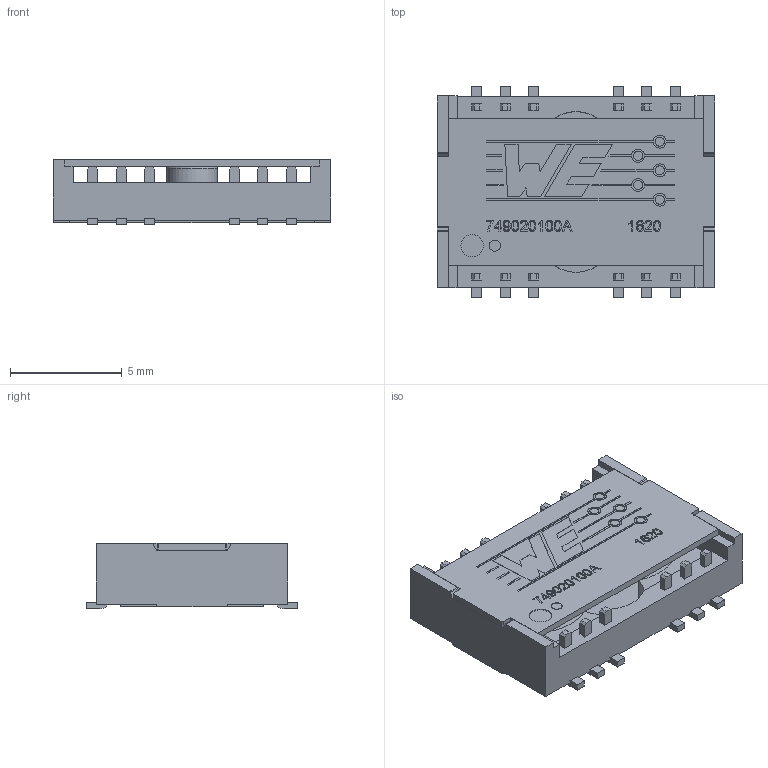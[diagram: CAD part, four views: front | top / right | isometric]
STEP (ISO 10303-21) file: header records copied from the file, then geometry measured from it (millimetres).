
FILE_DESCRIPTION(/* description */ ('Unknown'),/* implementation_level */ '2;1');
FILE_NAME(/* name */ '74902100A',/* time_stamp */ '2016-08-29T13:23:08+02:00',/* author */ ('Unknown'),/* organization */ ('Unknown'),/* preprocessor_version */ 'ST-DEVELOPER v16.7',/* originating_system */ 'DEX',/* authorisation */ $);
FILE_SCHEMA (('AUTOMOTIVE_DESIGN {1 0 10303 214 3 1 1}'));
Length unit declared in the file: millimetre
Products named in the file (4): 74902100A; Pins; Housing; Cover
Assembly tree (3 placements, depth 2):
  74902100A
    Pins
    Housing
    Cover
Bounding box: 12.45 x 9.5 x 2.94 mm (x, y, z)
Volume: 156.8 mm3; surface area: 644.4 mm2
Topology: 14 solids, 14 shells, 509 faces, 1349 edges, 899 vertices
Faces by surface type: plane 396, cylinder 88, bspline 24, torus 1
Full cylindrical faces by diameter (mm): 0.412 x5, 0.5 x1, 1 x3, 2.25 x1
Entity records: 19138 total; most frequent: CARTESIAN_POINT 4830, ORIENTED_EDGE 2648, DIRECTION 2437, EDGE_CURVE 1324, LINE 1093, VECTOR 1093, VERTEX_POINT 897, AXIS2_PLACEMENT_3D 672
